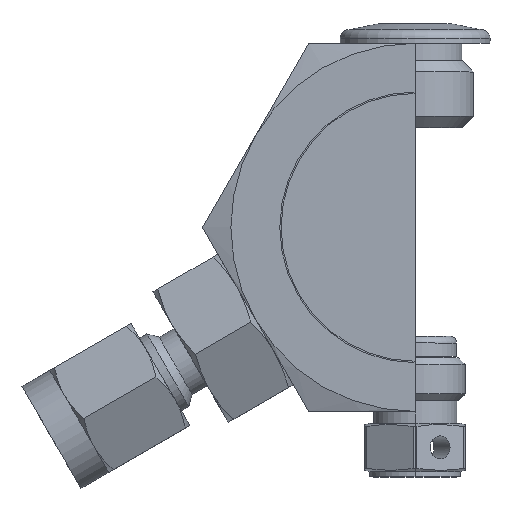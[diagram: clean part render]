
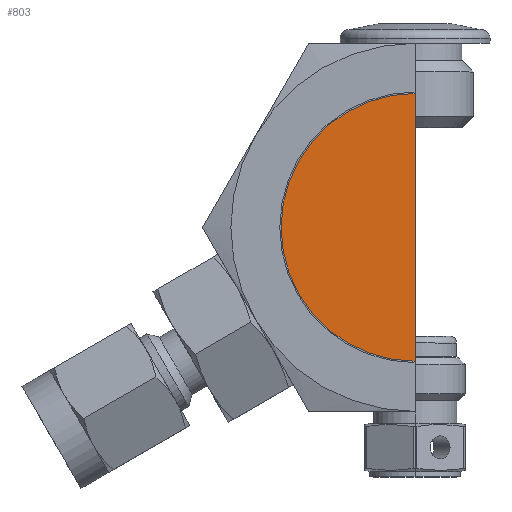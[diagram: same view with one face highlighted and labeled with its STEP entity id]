
A CAD part, top view. The second image highlights one B-rep face of the part: STEP entity #803.
In plain terms, the highlighted planar face has unit normal (0, 0, 1).
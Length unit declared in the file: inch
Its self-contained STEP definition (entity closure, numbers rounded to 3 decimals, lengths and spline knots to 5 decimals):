
#803=ADVANCED_FACE('',(#1594),#1595,.T.);
#1594=FACE_OUTER_BOUND('',#2596,.T.);
#1595=PLANE('',#2597);
#2596=EDGE_LOOP('',(#4852,#4853));
#2597=AXIS2_PLACEMENT_3D('',#4854,#4855,#4856);
#4852=ORIENTED_EDGE('',*,*,#7070,.T.);
#4853=ORIENTED_EDGE('',*,*,#7071,.T.);
#4854=CARTESIAN_POINT('',(0.0,0.0,0.005));
#4855=DIRECTION('',(0.0,0.0,1.0));
#4856=DIRECTION('',(1.0,0.0,0.0));
#7070=EDGE_CURVE('',#8104,#8105,#8106,.T.);
#7071=EDGE_CURVE('',#8105,#8104,#8107,.T.);
#8104=VERTEX_POINT('',#9681);
#8105=VERTEX_POINT('',#9682);
#8106=CIRCLE('',#9683,0.5);
#8107=LINE('',#9684,#9685);
#9681=CARTESIAN_POINT('',(0.0,0.5,0.005));
#9682=CARTESIAN_POINT('',(0.0,-0.5,0.005));
#9683=AXIS2_PLACEMENT_3D('',#12226,#12227,#12228);
#9684=CARTESIAN_POINT('',(0.0,0.0,0.005));
#9685=VECTOR('',#12229,1.0);
#12226=CARTESIAN_POINT('',(0.0,0.0,0.005));
#12227=DIRECTION('',(0.0,0.0,1.0));
#12228=DIRECTION('',(1.0,0.0,0.0));
#12229=DIRECTION('',(0.0,1.0,0.0));
